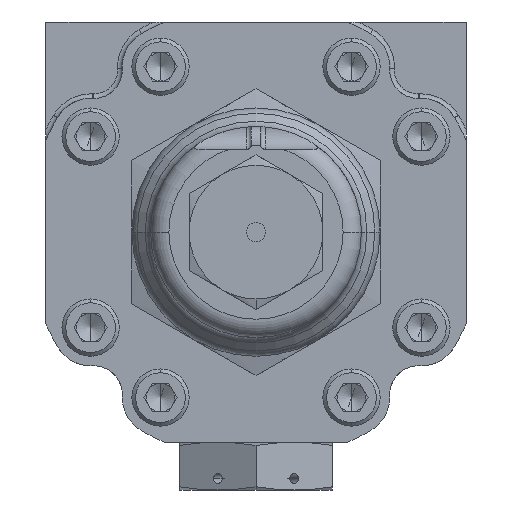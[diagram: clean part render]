
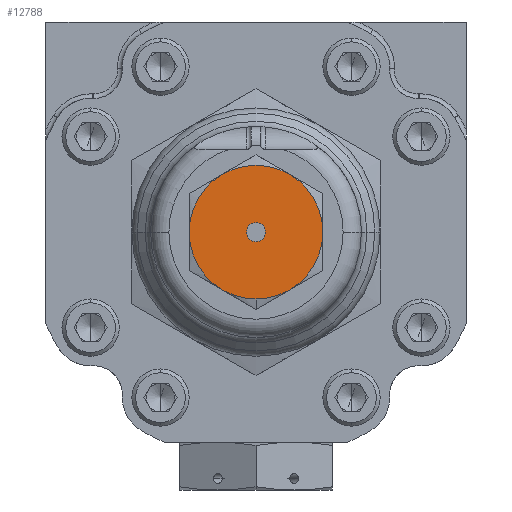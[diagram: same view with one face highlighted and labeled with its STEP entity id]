
A CAD part, front view. The second image highlights one B-rep face of the part: STEP entity #12788.
In plain terms, the highlighted face is planar.
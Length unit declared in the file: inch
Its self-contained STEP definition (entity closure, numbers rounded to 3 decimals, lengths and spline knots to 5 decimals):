
#7737 = CARTESIAN_POINT ( 'NONE',  ( 0., 1., 0. ) ) ;
#7761 = DIRECTION ( 'NONE',  ( 0., 0., 1. ) ) ;
#7762 = DIRECTION ( 'NONE',  ( 0., 1., 0. ) ) ;
#7775 = CIRCLE ( 'NONE', #7781, 0.0625 ) ;
#7781 = AXIS2_PLACEMENT_3D ( 'NONE', #7737, #7762, #7761 ) ;
#7872 = CARTESIAN_POINT ( 'NONE',  ( 0.21875, 1., 0.37889 ) ) ;
#7906 = CARTESIAN_POINT ( 'NONE',  ( -0.21875, 1., 0.37889 ) ) ;
#7921 = CIRCLE ( 'NONE', #7948, 0.4375 ) ;
#7928 = CARTESIAN_POINT ( 'NONE',  ( 0.21875, 1., -0.37889 ) ) ;
#7930 = CARTESIAN_POINT ( 'NONE',  ( -0.21875, 1., -0.37889 ) ) ;
#7940 = DIRECTION ( 'NONE',  ( 0., 0., 1. ) ) ;
#7941 = DIRECTION ( 'NONE',  ( 0., 1., 0. ) ) ;
#7942 = CARTESIAN_POINT ( 'NONE',  ( 0., 1., 0. ) ) ;
#7943 = AXIS2_PLACEMENT_3D ( 'NONE', #7942, #7941, #7940 ) ;
#7944 = CARTESIAN_POINT ( 'NONE',  ( 0., 1., -0.0625 ) ) ;
#7946 = DIRECTION ( 'NONE',  ( 0., 0., 1. ) ) ;
#7947 = DIRECTION ( 'NONE',  ( 0., 1., 0. ) ) ;
#7948 = AXIS2_PLACEMENT_3D ( 'NONE', #7957, #7947, #7946 ) ;
#7957 = CARTESIAN_POINT ( 'NONE',  ( 0., 1., 0. ) ) ;
#7959 = CIRCLE ( 'NONE', #7943, 0.4375 ) ;
#7978 = CARTESIAN_POINT ( 'NONE',  ( 0., 1., 0.0625 ) ) ;
#8261 = CIRCLE ( 'NONE', #8312, 0.4375 ) ;
#8262 = DIRECTION ( 'NONE',  ( 0., 0., 1. ) ) ;
#8263 = DIRECTION ( 'NONE',  ( 0., 1., 0. ) ) ;
#8264 = CARTESIAN_POINT ( 'NONE',  ( 0., 1., 0. ) ) ;
#8265 = DIRECTION ( 'NONE',  ( 0., 1., 0. ) ) ;
#8283 = CARTESIAN_POINT ( 'NONE',  ( 0.4375, 1., 0. ) ) ;
#8285 = AXIS2_PLACEMENT_3D ( 'NONE', #8264, #8263, #8262 ) ;
#8289 = CARTESIAN_POINT ( 'NONE',  ( 0., 1., 0. ) ) ;
#8290 = CIRCLE ( 'NONE', #8285, 0.4375 ) ;
#8302 = CARTESIAN_POINT ( 'NONE',  ( -0.4375, 1., 0. ) ) ;
#8308 = DIRECTION ( 'NONE',  ( 0., 0., 1. ) ) ;
#8310 = DIRECTION ( 'NONE',  ( 0., 1., 0. ) ) ;
#8311 = CARTESIAN_POINT ( 'NONE',  ( 0., 1., 0. ) ) ;
#8312 = AXIS2_PLACEMENT_3D ( 'NONE', #8311, #8310, #8308 ) ;
#8319 = DIRECTION ( 'NONE',  ( 0., 0., 1. ) ) ;
#8320 = AXIS2_PLACEMENT_3D ( 'NONE', #8289, #8265, #8319 ) ;
#8321 = CIRCLE ( 'NONE', #8320, 0.4375 ) ;
#8487 = DIRECTION ( 'NONE',  ( 0., 0., 1. ) ) ;
#8488 = DIRECTION ( 'NONE',  ( 0., 1., 0. ) ) ;
#8489 = AXIS2_PLACEMENT_3D ( 'NONE', #8496, #8488, #8487 ) ;
#8490 = CIRCLE ( 'NONE', #8489, 0.4375 ) ;
#8496 = CARTESIAN_POINT ( 'NONE',  ( 0., 1., 0. ) ) ;
#8550 = DIRECTION ( 'NONE',  ( 0., 0., 1. ) ) ;
#8551 = DIRECTION ( 'NONE',  ( 0., 1., 0. ) ) ;
#8552 = CARTESIAN_POINT ( 'NONE',  ( 0., 1., 0. ) ) ;
#8558 = AXIS2_PLACEMENT_3D ( 'NONE', #8552, #8551, #8550 ) ;
#8562 = CIRCLE ( 'NONE', #8558, 0.4375 ) ;
#8596 = CARTESIAN_POINT ( 'NONE',  ( 0., 1., -0.4375 ) ) ;
#8738 = DIRECTION ( 'NONE',  ( 0., 0., 1. ) ) ;
#8739 = DIRECTION ( 'NONE',  ( 0., 1., 0. ) ) ;
#8740 = CARTESIAN_POINT ( 'NONE',  ( 0., 1., 0. ) ) ;
#8749 = CIRCLE ( 'NONE', #8754, 0.0625 ) ;
#8754 = AXIS2_PLACEMENT_3D ( 'NONE', #8740, #8739, #8738 ) ;
#8963 = DIRECTION ( 'NONE',  ( 0., 0., 1. ) ) ;
#8964 = DIRECTION ( 'NONE',  ( 0., 1., 0. ) ) ;
#8965 = CARTESIAN_POINT ( 'NONE',  ( -0.0625, 1., 0. ) ) ;
#8966 = AXIS2_PLACEMENT_3D ( 'NONE', #8965, #8964, #8963 ) ;
#8971 = PLANE ( 'NONE',  #8966 ) ;
#8976 = FACE_BOUND ( 'NONE', #12715, .T. ) ;
#8978 = FACE_OUTER_BOUND ( 'NONE', #12687, .T. ) ;
#12045 = EDGE_CURVE ( 'NONE', #12161, #12160, #7775, .T. ) ;
#12112 = VERTEX_POINT ( 'NONE', #7872 ) ;
#12118 = VERTEX_POINT ( 'NONE', #7906 ) ;
#12122 = VERTEX_POINT ( 'NONE', #7928 ) ;
#12133 = EDGE_CURVE ( 'NONE', #12122, #12313, #7921, .T. ) ;
#12135 = EDGE_CURVE ( 'NONE', #12155, #12230, #7959, .T. ) ;
#12155 = VERTEX_POINT ( 'NONE', #7930 ) ;
#12160 = VERTEX_POINT ( 'NONE', #7978 ) ;
#12161 = VERTEX_POINT ( 'NONE', #7944 ) ;
#12202 = VERTEX_POINT ( 'NONE', #8283 ) ;
#12208 = EDGE_CURVE ( 'NONE', #12118, #12112, #8290, .T. ) ;
#12211 = EDGE_CURVE ( 'NONE', #12112, #12202, #8321, .T. ) ;
#12212 = EDGE_CURVE ( 'NONE', #12202, #12122, #8261, .T. ) ;
#12230 = VERTEX_POINT ( 'NONE', #8302 ) ;
#12278 = EDGE_CURVE ( 'NONE', #12230, #12118, #8490, .T. ) ;
#12301 = EDGE_CURVE ( 'NONE', #12313, #12155, #8562, .T. ) ;
#12313 = VERTEX_POINT ( 'NONE', #8596 ) ;
#12687 = EDGE_LOOP ( 'NONE', ( #12791, #12933, #12790, #12935, #12789, #12713, #12934 ) ) ;
#12690 = EDGE_CURVE ( 'NONE', #12160, #12161, #8749, .T. ) ;
#12713 = ORIENTED_EDGE ( 'NONE', *, *, #12278, .T. ) ;
#12715 = EDGE_LOOP ( 'NONE', ( #12723, #12936 ) ) ;
#12723 = ORIENTED_EDGE ( 'NONE', *, *, #12690, .F. ) ;
#12788 = ADVANCED_FACE ( 'NONE', ( #8978, #8976 ), #8971, .T. ) ;
#12789 = ORIENTED_EDGE ( 'NONE', *, *, #12135, .T. ) ;
#12790 = ORIENTED_EDGE ( 'NONE', *, *, #12133, .T. ) ;
#12791 = ORIENTED_EDGE ( 'NONE', *, *, #12211, .T. ) ;
#12933 = ORIENTED_EDGE ( 'NONE', *, *, #12212, .T. ) ;
#12934 = ORIENTED_EDGE ( 'NONE', *, *, #12208, .T. ) ;
#12935 = ORIENTED_EDGE ( 'NONE', *, *, #12301, .T. ) ;
#12936 = ORIENTED_EDGE ( 'NONE', *, *, #12045, .F. ) ;
